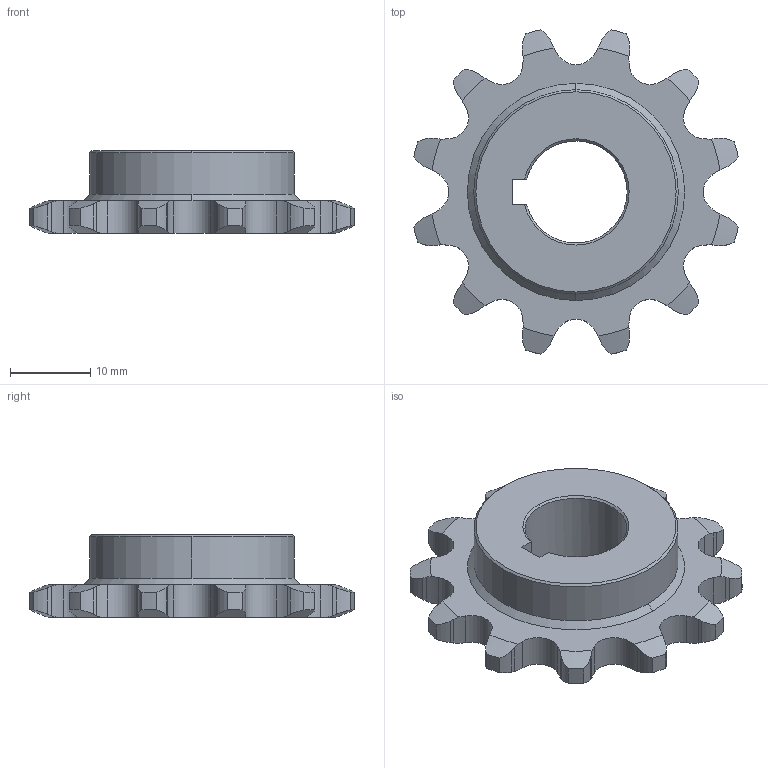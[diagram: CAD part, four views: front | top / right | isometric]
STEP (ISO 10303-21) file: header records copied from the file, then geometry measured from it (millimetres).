
FILE_DESCRIPTION (( 'STEP AP214' ), '1' );
FILE_NAME ('am-0166 s35-12t-500k.STEP', '2015-09-24T17:44:54', ( '' ), ( '' ), 'SwSTEP 2.0', 'SolidWorks 2014', '' );
FILE_SCHEMA (( 'AUTOMOTIVE_DESIGN' ));
Length unit declared in the file: inch
Products named in the file (1): am-0166 s35-12t-500k
Bounding box: 40.31 x 40.31 x 10.29 mm (x, y, z)
Volume: 5890 mm3; surface area: 3297.5 mm2
Topology: 1 solids, 1 shells, 142 faces, 417 edges, 278 vertices
Faces by surface type: cylinder 80, cone 32, plane 30
Entity records: 4963 total; most frequent: CARTESIAN_POINT 1282, ORIENTED_EDGE 834, DIRECTION 705, EDGE_CURVE 417, AXIS2_PLACEMENT_3D 293, VERTEX_POINT 278, CIRCLE 150, B_SPLINE_CURVE_WITH_KNOTS 148
